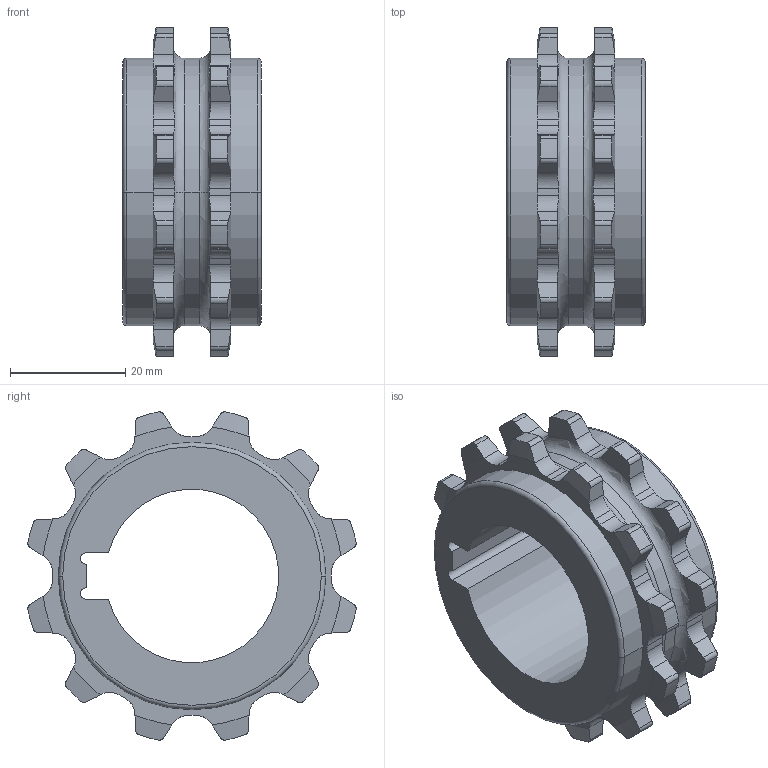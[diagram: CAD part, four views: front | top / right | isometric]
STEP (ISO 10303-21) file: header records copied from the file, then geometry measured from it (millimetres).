
FILE_DESCRIPTION((''),'2;1');
FILE_NAME('114-3625-22','2009-06-16T',('rttu51'),(''),'PRO/ENGINEER BY PARAMETRIC TECHNOLOGY CORPORATION, 2005310','PRO/ENGINEER BY PARAMETRIC TECHNOLOGY CORPORATION, 2005310','');
FILE_SCHEMA(('CONFIG_CONTROL_DESIGN'));
Length unit declared in the file: inch
Products named in the file (1): 114-3625-22
Bounding box: 24.13 x 57.04 x 57.04 mm (x, y, z)
Volume: 26728.9 mm3; surface area: 10229.8 mm2
Topology: 1 solids, 1 shells, 264 faces, 772 edges, 512 vertices
Faces by surface type: cylinder 153, plane 79, cone 24, torus 8
Entity records: 9441 total; most frequent: CARTESIAN_POINT 2359, ORIENTED_EDGE 1544, DIRECTION 1478, EDGE_CURVE 772, AXIS2_PLACEMENT_3D 586, VERTEX_POINT 512, CIRCLE 322, VECTOR 306
